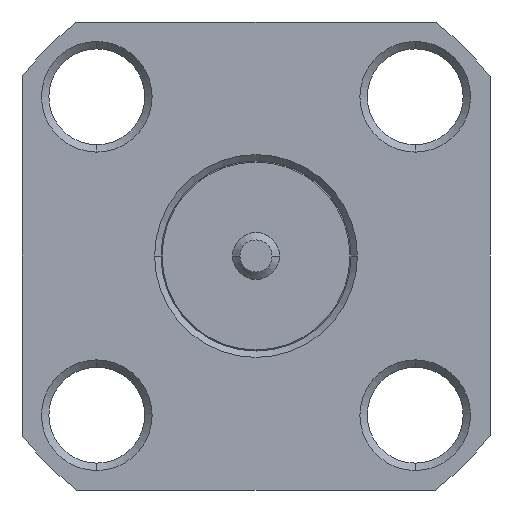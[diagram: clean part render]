
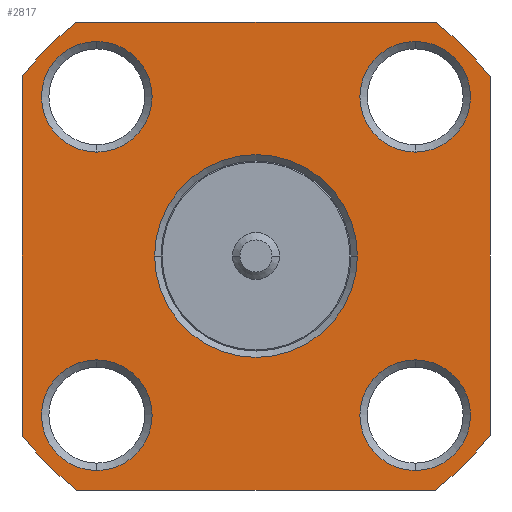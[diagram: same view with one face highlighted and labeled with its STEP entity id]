
A CAD part, left-side view. The second image highlights one B-rep face of the part: STEP entity #2817.
In plain terms, the highlighted planar face has unit normal (-1, 0, 0).
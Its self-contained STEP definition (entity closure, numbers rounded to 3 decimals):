
#1=CARTESIAN_POINT('',(0.,0.,0.));
#2=DIRECTION('',(1.,0.,0.));
#3=DIRECTION('',(0.,-0.608,0.794));
#4=AXIS2_PLACEMENT_3D('',#1,#2,#3);
#6=DIRECTION('',(0.,0.,-1.));
#7=VECTOR('',#6,9.735);
#8=CARTESIAN_POINT('',(0.,-6.35,4.868));
#9=LINE('',#8,#7);
#10=CARTESIAN_POINT('',(0.,0.,0.));
#11=DIRECTION('',(1.,0.,0.));
#12=DIRECTION('',(0.,-0.794,-0.608));
#13=AXIS2_PLACEMENT_3D('',#10,#11,#12);
#15=DIRECTION('',(0.,1.,0.));
#16=VECTOR('',#15,9.735);
#17=CARTESIAN_POINT('',(0.,-4.868,-6.35));
#18=LINE('',#17,#16);
#19=CARTESIAN_POINT('',(0.,0.,0.));
#20=DIRECTION('',(1.,0.,0.));
#21=DIRECTION('',(0.,0.608,-0.794));
#22=AXIS2_PLACEMENT_3D('',#19,#20,#21);
#24=DIRECTION('',(0.,0.,1.));
#25=VECTOR('',#24,9.735);
#26=CARTESIAN_POINT('',(0.,6.35,-4.868));
#27=LINE('',#26,#25);
#28=CARTESIAN_POINT('',(0.,0.,0.));
#29=DIRECTION('',(1.,0.,0.));
#30=DIRECTION('',(0.,0.794,0.608));
#31=AXIS2_PLACEMENT_3D('',#28,#29,#30);
#33=DIRECTION('',(0.,-1.,0.));
#34=VECTOR('',#33,9.735);
#35=CARTESIAN_POINT('',(0.,4.868,6.35));
#36=LINE('',#35,#34);
#2172=CARTESIAN_POINT('',(0.,4.321,4.321));
#2173=DIRECTION('',(1.,0.,0.));
#2174=DIRECTION('',(0.,0.,-1.));
#2175=AXIS2_PLACEMENT_3D('',#2172,#2173,#2174);
#2190=CARTESIAN_POINT('',(0.,4.321,4.321));
#2191=DIRECTION('',(1.,0.,0.));
#2192=DIRECTION('',(0.,0.,1.));
#2193=AXIS2_PLACEMENT_3D('',#2190,#2191,#2192);
#2226=CARTESIAN_POINT('',(0.,4.321,-4.321));
#2227=DIRECTION('',(1.,0.,0.));
#2228=DIRECTION('',(0.,0.,-1.));
#2229=AXIS2_PLACEMENT_3D('',#2226,#2227,#2228);
#2244=CARTESIAN_POINT('',(0.,4.321,-4.321));
#2245=DIRECTION('',(1.,0.,0.));
#2246=DIRECTION('',(0.,0.,1.));
#2247=AXIS2_PLACEMENT_3D('',#2244,#2245,#2246);
#2280=CARTESIAN_POINT('',(0.,-4.321,-4.321));
#2281=DIRECTION('',(1.,0.,0.));
#2282=DIRECTION('',(0.,0.,-1.));
#2283=AXIS2_PLACEMENT_3D('',#2280,#2281,#2282);
#2290=CARTESIAN_POINT('',(0.,-4.321,-4.321));
#2291=DIRECTION('',(1.,0.,0.));
#2292=DIRECTION('',(0.,0.,1.));
#2293=AXIS2_PLACEMENT_3D('',#2290,#2291,#2292);
#2334=CARTESIAN_POINT('',(0.,-4.321,4.321));
#2335=DIRECTION('',(1.,0.,0.));
#2336=DIRECTION('',(0.,0.,-1.));
#2337=AXIS2_PLACEMENT_3D('',#2334,#2335,#2336);
#2352=CARTESIAN_POINT('',(0.,-4.321,4.321));
#2353=DIRECTION('',(1.,0.,0.));
#2354=DIRECTION('',(0.,0.,1.));
#2355=AXIS2_PLACEMENT_3D('',#2352,#2353,#2354);
#2367=CARTESIAN_POINT('',(0.,0.,0.));
#2368=DIRECTION('',(-1.,0.,0.));
#2369=DIRECTION('',(0.,1.,0.));
#2370=AXIS2_PLACEMENT_3D('',#2367,#2368,#2369);
#2399=CARTESIAN_POINT('',(0.,0.,0.));
#2400=DIRECTION('',(-1.,0.,0.));
#2401=DIRECTION('',(0.,-1.,0.));
#2402=AXIS2_PLACEMENT_3D('',#2399,#2400,#2401);
#2500=CARTESIAN_POINT('',(0.,-4.868,6.35));
#2501=CARTESIAN_POINT('',(0.,-6.35,4.868));
#2502=VERTEX_POINT('',#2500);
#2503=VERTEX_POINT('',#2501);
#2504=CARTESIAN_POINT('',(0.,-6.35,-4.868));
#2505=CARTESIAN_POINT('',(0.,-4.868,-6.35));
#2506=VERTEX_POINT('',#2504);
#2507=VERTEX_POINT('',#2505);
#2508=CARTESIAN_POINT('',(0.,4.868,-6.35));
#2509=CARTESIAN_POINT('',(0.,6.35,-4.868));
#2510=VERTEX_POINT('',#2508);
#2511=VERTEX_POINT('',#2509);
#2512=CARTESIAN_POINT('',(0.,6.35,4.868));
#2513=CARTESIAN_POINT('',(0.,4.868,6.35));
#2514=VERTEX_POINT('',#2512);
#2515=VERTEX_POINT('',#2513);
#2560=CARTESIAN_POINT('',(0.,2.751,0.));
#2561=CARTESIAN_POINT('',(0.,-2.751,0.));
#2562=VERTEX_POINT('',#2560);
#2563=VERTEX_POINT('',#2561);
#2564=CARTESIAN_POINT('',(0.,4.321,-2.819));
#2565=CARTESIAN_POINT('',(0.,4.321,-5.822));
#2566=VERTEX_POINT('',#2564);
#2567=VERTEX_POINT('',#2565);
#2572=CARTESIAN_POINT('',(0.,-4.321,-5.822));
#2573=CARTESIAN_POINT('',(0.,-4.321,-2.819));
#2574=VERTEX_POINT('',#2572);
#2575=VERTEX_POINT('',#2573);
#2580=CARTESIAN_POINT('',(0.,-4.321,5.822));
#2581=CARTESIAN_POINT('',(0.,-4.321,2.819));
#2582=VERTEX_POINT('',#2580);
#2583=VERTEX_POINT('',#2581);
#2588=CARTESIAN_POINT('',(0.,4.321,5.822));
#2589=CARTESIAN_POINT('',(0.,4.321,2.819));
#2590=VERTEX_POINT('',#2588);
#2591=VERTEX_POINT('',#2589);
#2764=CARTESIAN_POINT('',(0.,0.,0.));
#2765=DIRECTION('',(1.,0.,0.));
#2766=DIRECTION('',(0.,0.,-1.));
#2767=AXIS2_PLACEMENT_3D('',#2764,#2765,#2766);
#2768=PLANE('',#2767);
#2770=ORIENTED_EDGE('',*,*,#2769,.T.);
#2772=ORIENTED_EDGE('',*,*,#2771,.T.);
#2774=ORIENTED_EDGE('',*,*,#2773,.T.);
#2776=ORIENTED_EDGE('',*,*,#2775,.T.);
#2778=ORIENTED_EDGE('',*,*,#2777,.T.);
#2780=ORIENTED_EDGE('',*,*,#2779,.T.);
#2782=ORIENTED_EDGE('',*,*,#2781,.T.);
#2784=ORIENTED_EDGE('',*,*,#2783,.T.);
#2785=EDGE_LOOP('',(#2770,#2772,#2774,#2776,#2778,#2780,#2782,#2784));
#2786=FACE_OUTER_BOUND('',#2785,.F.);
#2788=ORIENTED_EDGE('',*,*,#2787,.F.);
#2790=ORIENTED_EDGE('',*,*,#2789,.F.);
#2791=EDGE_LOOP('',(#2788,#2790));
#2792=FACE_BOUND('',#2791,.F.);
#2794=ORIENTED_EDGE('',*,*,#2793,.F.);
#2796=ORIENTED_EDGE('',*,*,#2795,.F.);
#2797=EDGE_LOOP('',(#2794,#2796));
#2798=FACE_BOUND('',#2797,.F.);
#2800=ORIENTED_EDGE('',*,*,#2799,.F.);
#2802=ORIENTED_EDGE('',*,*,#2801,.F.);
#2803=EDGE_LOOP('',(#2800,#2802));
#2804=FACE_BOUND('',#2803,.F.);
#2806=ORIENTED_EDGE('',*,*,#2805,.F.);
#2808=ORIENTED_EDGE('',*,*,#2807,.F.);
#2809=EDGE_LOOP('',(#2806,#2808));
#2810=FACE_BOUND('',#2809,.F.);
#2812=ORIENTED_EDGE('',*,*,#2811,.T.);
#2814=ORIENTED_EDGE('',*,*,#2813,.T.);
#2815=EDGE_LOOP('',(#2812,#2814));
#2816=FACE_BOUND('',#2815,.F.);
#2817=ADVANCED_FACE('',(#2786,#2792,#2798,#2804,#2810,#2816),#2768,.F.);
#5=CIRCLE('',#4,8.001);
#14=CIRCLE('',#13,8.001);
#23=CIRCLE('',#22,8.001);
#32=CIRCLE('',#31,8.001);
#2176=CIRCLE('',#2175,1.501);
#2194=CIRCLE('',#2193,1.501);
#2230=CIRCLE('',#2229,1.501);
#2248=CIRCLE('',#2247,1.501);
#2284=CIRCLE('',#2283,1.501);
#2294=CIRCLE('',#2293,1.501);
#2338=CIRCLE('',#2337,1.501);
#2356=CIRCLE('',#2355,1.501);
#2371=CIRCLE('',#2370,2.751);
#2403=CIRCLE('',#2402,2.751);
#2769=EDGE_CURVE('',#2502,#2503,#5,.T.);
#2771=EDGE_CURVE('',#2503,#2506,#9,.T.);
#2773=EDGE_CURVE('',#2506,#2507,#14,.T.);
#2775=EDGE_CURVE('',#2507,#2510,#18,.T.);
#2777=EDGE_CURVE('',#2510,#2511,#23,.T.);
#2779=EDGE_CURVE('',#2511,#2514,#27,.T.);
#2781=EDGE_CURVE('',#2514,#2515,#32,.T.);
#2783=EDGE_CURVE('',#2515,#2502,#36,.T.);
#2787=EDGE_CURVE('',#2591,#2590,#2176,.T.);
#2789=EDGE_CURVE('',#2590,#2591,#2194,.T.);
#2793=EDGE_CURVE('',#2567,#2566,#2230,.T.);
#2795=EDGE_CURVE('',#2566,#2567,#2248,.T.);
#2799=EDGE_CURVE('',#2574,#2575,#2284,.T.);
#2801=EDGE_CURVE('',#2575,#2574,#2294,.T.);
#2805=EDGE_CURVE('',#2583,#2582,#2338,.T.);
#2807=EDGE_CURVE('',#2582,#2583,#2356,.T.);
#2811=EDGE_CURVE('',#2562,#2563,#2371,.T.);
#2813=EDGE_CURVE('',#2563,#2562,#2403,.T.);
